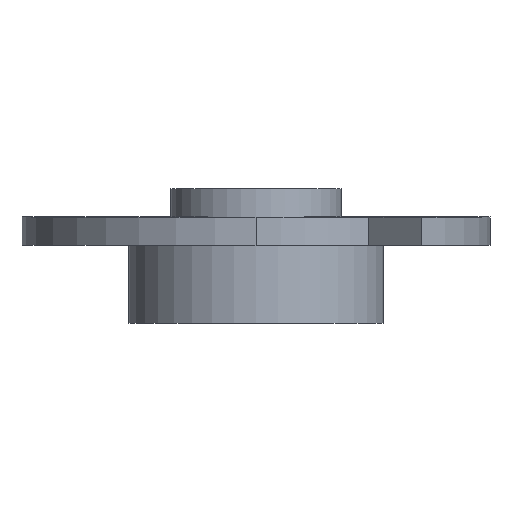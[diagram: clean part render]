
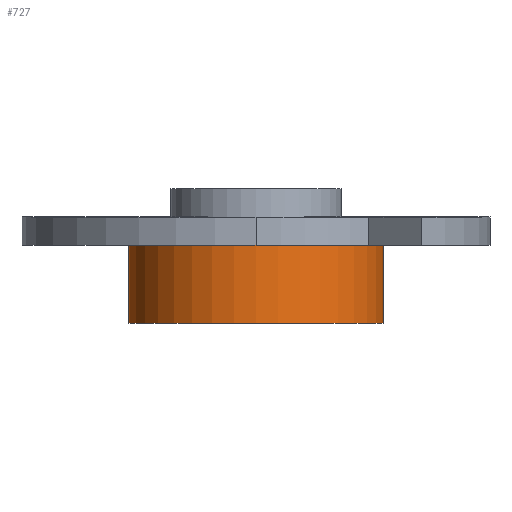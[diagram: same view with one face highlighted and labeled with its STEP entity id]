
A CAD part, front view. The second image highlights one B-rep face of the part: STEP entity #727.
In plain terms, the highlighted cylindrical face has radius 18 mm (diameter 36 mm), a full revolution.
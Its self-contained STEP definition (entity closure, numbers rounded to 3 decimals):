
#128 = PLANE('',#129);
#129 = AXIS2_PLACEMENT_3D('',#130,#131,#132);
#130 = CARTESIAN_POINT('',(0.,0.,-4.));
#131 = DIRECTION('',(0.,0.,-1.));
#132 = DIRECTION('',(1.,0.,0.));
#302 = EDGE_CURVE('',#303,#303,#305,.T.);
#303 = VERTEX_POINT('',#304);
#304 = CARTESIAN_POINT('',(18.,0.,-4.));
#305 = SURFACE_CURVE('',#306,(#311,#318),.PCURVE_S1.);
#306 = CIRCLE('',#307,18.);
#307 = AXIS2_PLACEMENT_3D('',#308,#309,#310);
#308 = CARTESIAN_POINT('',(0.,0.,-4.));
#309 = DIRECTION('',(0.,0.,-1.));
#310 = DIRECTION('',(1.,0.,0.));
#311 = PCURVE('',#128,#312);
#312 = DEFINITIONAL_REPRESENTATION('',(#313),#317);
#313 = CIRCLE('',#314,18.);
#314 = AXIS2_PLACEMENT_2D('',#315,#316);
#315 = CARTESIAN_POINT('',(0.,0.));
#316 = DIRECTION('',(1.,0.));
#317 = ( GEOMETRIC_REPRESENTATION_CONTEXT(2) 
PARAMETRIC_REPRESENTATION_CONTEXT() REPRESENTATION_CONTEXT('2D SPACE',''
  ) );
#318 = PCURVE('',#319,#324);
#319 = CYLINDRICAL_SURFACE('',#320,18.);
#320 = AXIS2_PLACEMENT_3D('',#321,#322,#323);
#321 = CARTESIAN_POINT('',(0.,0.,-4.));
#322 = DIRECTION('',(0.,0.,-1.));
#323 = DIRECTION('',(1.,0.,0.));
#324 = DEFINITIONAL_REPRESENTATION('',(#325),#329);
#325 = LINE('',#326,#327);
#326 = CARTESIAN_POINT('',(0.,0.));
#327 = VECTOR('',#328,1.);
#328 = DIRECTION('',(1.,0.));
#329 = ( GEOMETRIC_REPRESENTATION_CONTEXT(2) 
PARAMETRIC_REPRESENTATION_CONTEXT() REPRESENTATION_CONTEXT('2D SPACE',''
  ) );
#727 = ADVANCED_FACE('',(#728),#319,.T.);
#728 = FACE_BOUND('',#729,.T.);
#729 = EDGE_LOOP('',(#730,#731,#754,#781));
#730 = ORIENTED_EDGE('',*,*,#302,.T.);
#731 = ORIENTED_EDGE('',*,*,#732,.T.);
#732 = EDGE_CURVE('',#303,#733,#735,.T.);
#733 = VERTEX_POINT('',#734);
#734 = CARTESIAN_POINT('',(18.,0.,-15.));
#735 = SEAM_CURVE('',#736,(#740,#747),.PCURVE_S1.);
#736 = LINE('',#737,#738);
#737 = CARTESIAN_POINT('',(18.,0.,-4.));
#738 = VECTOR('',#739,1.);
#739 = DIRECTION('',(0.,0.,-1.));
#740 = PCURVE('',#319,#741);
#741 = DEFINITIONAL_REPRESENTATION('',(#742),#746);
#742 = LINE('',#743,#744);
#743 = CARTESIAN_POINT('',(0.,0.));
#744 = VECTOR('',#745,1.);
#745 = DIRECTION('',(0.,1.));
#746 = ( GEOMETRIC_REPRESENTATION_CONTEXT(2) 
PARAMETRIC_REPRESENTATION_CONTEXT() REPRESENTATION_CONTEXT('2D SPACE',''
  ) );
#747 = PCURVE('',#319,#748);
#748 = DEFINITIONAL_REPRESENTATION('',(#749),#753);
#749 = LINE('',#750,#751);
#750 = CARTESIAN_POINT('',(6.283,0.));
#751 = VECTOR('',#752,1.);
#752 = DIRECTION('',(0.,1.));
#753 = ( GEOMETRIC_REPRESENTATION_CONTEXT(2) 
PARAMETRIC_REPRESENTATION_CONTEXT() REPRESENTATION_CONTEXT('2D SPACE',''
  ) );
#754 = ORIENTED_EDGE('',*,*,#755,.F.);
#755 = EDGE_CURVE('',#733,#733,#756,.T.);
#756 = SURFACE_CURVE('',#757,(#762,#769),.PCURVE_S1.);
#757 = CIRCLE('',#758,18.);
#758 = AXIS2_PLACEMENT_3D('',#759,#760,#761);
#759 = CARTESIAN_POINT('',(0.,0.,-15.));
#760 = DIRECTION('',(0.,0.,-1.));
#761 = DIRECTION('',(1.,0.,0.));
#762 = PCURVE('',#319,#763);
#763 = DEFINITIONAL_REPRESENTATION('',(#764),#768);
#764 = LINE('',#765,#766);
#765 = CARTESIAN_POINT('',(0.,11.));
#766 = VECTOR('',#767,1.);
#767 = DIRECTION('',(1.,0.));
#768 = ( GEOMETRIC_REPRESENTATION_CONTEXT(2) 
PARAMETRIC_REPRESENTATION_CONTEXT() REPRESENTATION_CONTEXT('2D SPACE',''
  ) );
#769 = PCURVE('',#770,#775);
#770 = PLANE('',#771);
#771 = AXIS2_PLACEMENT_3D('',#772,#773,#774);
#772 = CARTESIAN_POINT('',(0.,0.,-15.));
#773 = DIRECTION('',(0.,0.,-1.));
#774 = DIRECTION('',(1.,0.,0.));
#775 = DEFINITIONAL_REPRESENTATION('',(#776),#780);
#776 = CIRCLE('',#777,18.);
#777 = AXIS2_PLACEMENT_2D('',#778,#779);
#778 = CARTESIAN_POINT('',(0.,0.));
#779 = DIRECTION('',(1.,0.));
#780 = ( GEOMETRIC_REPRESENTATION_CONTEXT(2) 
PARAMETRIC_REPRESENTATION_CONTEXT() REPRESENTATION_CONTEXT('2D SPACE',''
  ) );
#781 = ORIENTED_EDGE('',*,*,#732,.F.);
